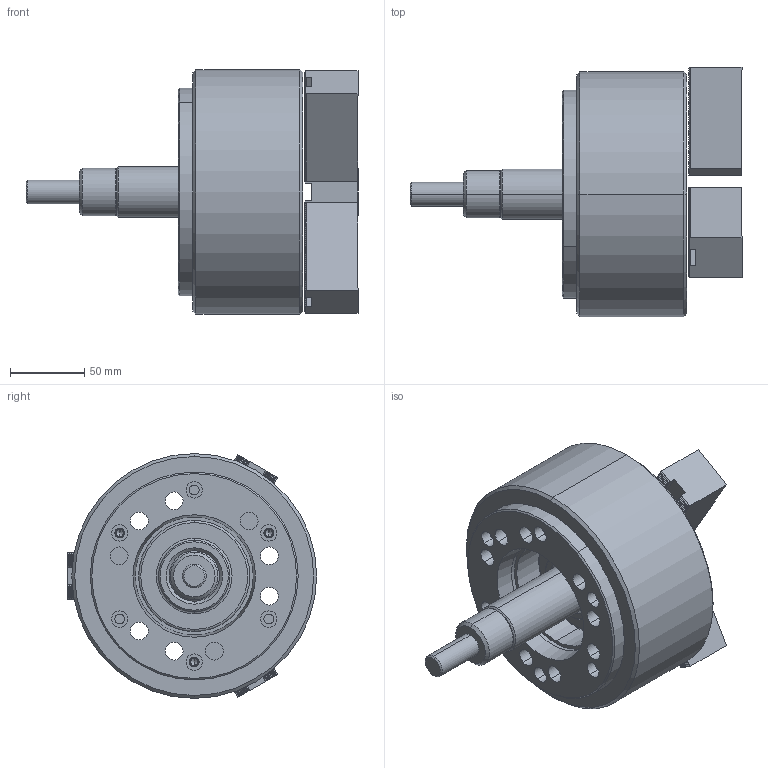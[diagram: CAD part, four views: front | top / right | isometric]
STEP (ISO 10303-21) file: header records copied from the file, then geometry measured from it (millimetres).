
FILE_DESCRIPTION (( 'STEP AP203' ), '1' );
FILE_NAME ('3P-06A5²Õ¦X¥ó.STEP', '2011-03-15T07:28:20', ( 'user' ), ( '' ), 'SwSTEP 2.0', 'SolidWorks 2010', '' );
FILE_SCHEMA (( 'CONFIG_CONTROL_DESIGN' ));
Length unit declared in the file: metre
Products named in the file (8): 3P-06連接管螺栓; 3P-06連接管; 3P-06A5組合件; 3P-06本體; 3P-06中仁; 3P-06連接管螺帽; SJ-06; 3H-06A5法蘭板
Assembly tree (9 placements, depth 2):
  3P-06A5組合件
    SJ-06  x3
    3P-06連接管
    3P-06本體
    3P-06連接管螺帽
    3P-06中仁
    3P-06連接管螺栓
    3H-06A5法蘭板
Bounding box: 223.7 x 168.01 x 165 mm (x, y, z)
Volume: 1741887.7 mm3; surface area: 231090.1 mm2
Topology: 9 solids, 9 shells, 1415 faces, 4084 edges, 2704 vertices
Faces by surface type: plane 969, cylinder 406, cone 34, torus 6
Entity records: 19934 total; most frequent: CARTESIAN_POINT 3943, ORIENTED_EDGE 3304, DIRECTION 2956, EDGE_CURVE 1652, VECTOR 1186, LINE 1186, VERTEX_POINT 1088, AXIS2_PLACEMENT_3D 885
